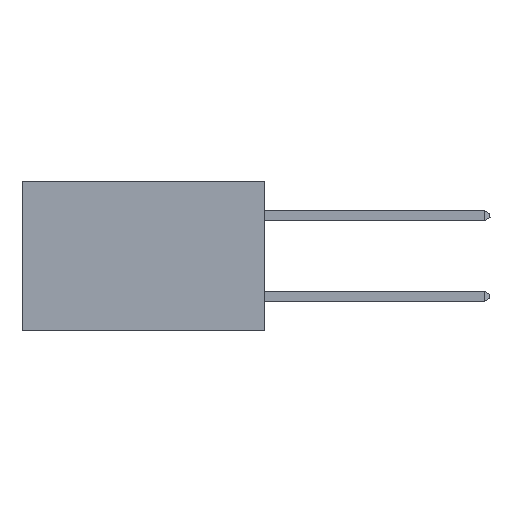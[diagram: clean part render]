
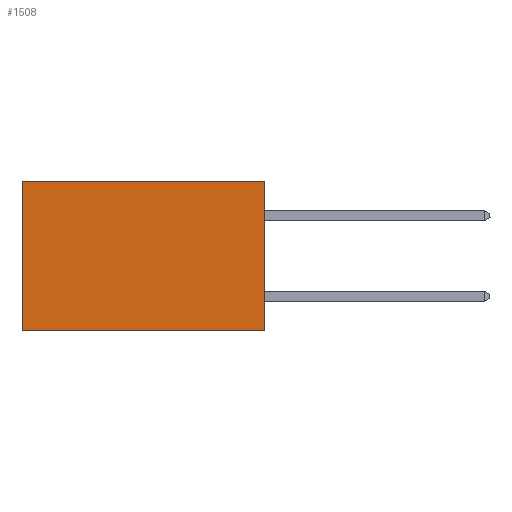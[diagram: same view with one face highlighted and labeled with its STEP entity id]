
A CAD part, left-side view. The second image highlights one B-rep face of the part: STEP entity #1508.
In plain terms, the highlighted planar face has unit normal (-1, 0, 0).
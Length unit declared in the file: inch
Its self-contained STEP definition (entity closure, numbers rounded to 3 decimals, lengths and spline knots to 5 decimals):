
#446 = PLANE ( 'NONE',  #6657 ) ;
#1235 = CARTESIAN_POINT ( 'NONE',  ( 0.298, 0., 0. ) ) ;
#1300 = ORIENTED_EDGE ( 'NONE', *, *, #10067, .T. ) ;
#1387 = LINE ( 'NONE', #3521, #3655 ) ;
#1436 = LINE ( 'NONE', #7037, #3295 ) ;
#1508 = ADVANCED_FACE ( 'NONE', ( #4092 ), #446, .F. ) ;
#2239 = VERTEX_POINT ( 'NONE', #6880 ) ;
#2288 = CARTESIAN_POINT ( 'NONE',  ( 0.298, 0.6, 0. ) ) ;
#2414 = VERTEX_POINT ( 'NONE', #5567 ) ;
#2921 = ORIENTED_EDGE ( 'NONE', *, *, #5212, .F. ) ;
#3186 = ORIENTED_EDGE ( 'NONE', *, *, #3303, .F. ) ;
#3295 = VECTOR ( 'NONE', #4456, 39.37008 ) ;
#3303 = EDGE_CURVE ( 'NONE', #2414, #2239, #1387, .T. ) ;
#3459 = CARTESIAN_POINT ( 'NONE',  ( 0.298, 0.6, -0.37 ) ) ;
#3521 = CARTESIAN_POINT ( 'NONE',  ( 0.298, 0., 0. ) ) ;
#3655 = VECTOR ( 'NONE', #4400, 39.37008 ) ;
#3808 = ORIENTED_EDGE ( 'NONE', *, *, #5447, .T. ) ;
#3941 = EDGE_LOOP ( 'NONE', ( #3808, #2921, #3186, #1300 ) ) ;
#4092 = FACE_OUTER_BOUND ( 'NONE', #3941, .T. ) ;
#4400 = DIRECTION ( 'NONE',  ( 0., 0., -1. ) ) ;
#4456 = DIRECTION ( 'NONE',  ( 0., 0., -1. ) ) ;
#5212 = EDGE_CURVE ( 'NONE', #2239, #8846, #8274, .T. ) ;
#5447 = EDGE_CURVE ( 'NONE', #5940, #8846, #1436, .T. ) ;
#5553 = DIRECTION ( 'NONE',  ( 1., 0., 0. ) ) ;
#5567 = CARTESIAN_POINT ( 'NONE',  ( 0.298, 0., 0. ) ) ;
#5940 = VERTEX_POINT ( 'NONE', #2288 ) ;
#6657 = AXIS2_PLACEMENT_3D ( 'NONE', #1235, #5553, #10573 ) ;
#6724 = VECTOR ( 'NONE', #8775, 39.37008 ) ;
#6880 = CARTESIAN_POINT ( 'NONE',  ( 0.298, 0., -0.37 ) ) ;
#6968 = DIRECTION ( 'NONE',  ( 0., 1., 0. ) ) ;
#7037 = CARTESIAN_POINT ( 'NONE',  ( 0.298, 0.6, 0. ) ) ;
#7351 = VECTOR ( 'NONE', #6968, 39.37008 ) ;
#8274 = LINE ( 'NONE', #9382, #7351 ) ;
#8775 = DIRECTION ( 'NONE',  ( 0., 1., 0. ) ) ;
#8846 = VERTEX_POINT ( 'NONE', #3459 ) ;
#9382 = CARTESIAN_POINT ( 'NONE',  ( 0.298, 0., -0.37 ) ) ;
#9878 = LINE ( 'NONE', #10438, #6724 ) ;
#10067 = EDGE_CURVE ( 'NONE', #2414, #5940, #9878, .T. ) ;
#10438 = CARTESIAN_POINT ( 'NONE',  ( 0.298, 0., 0. ) ) ;
#10573 = DIRECTION ( 'NONE',  ( 0., 0., -1. ) ) ;
